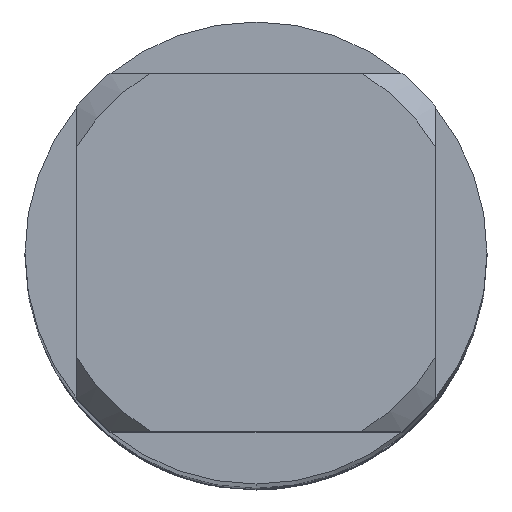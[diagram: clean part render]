
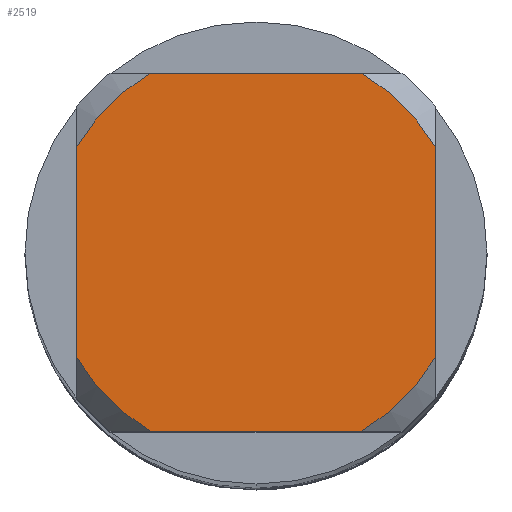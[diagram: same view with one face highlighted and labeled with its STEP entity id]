
A CAD part, top view. The second image highlights one B-rep face of the part: STEP entity #2519.
In plain terms, the highlighted planar face has unit normal (0, 0, 1).
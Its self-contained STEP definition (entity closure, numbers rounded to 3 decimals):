
#1451=EDGE_CURVE('',#3409,#3883,#4154,.T.);
#1685=EDGE_CURVE('',#2025,#3509,#4411,.T.);
#1857=VERTEX_POINT('',#4590);
#2025=VERTEX_POINT('',#4771);
#2027=VERTEX_POINT('',#4773);
#2067=VERTEX_POINT('',#4818);
#2405=EDGE_CURVE('',#2027,#3883,#5196,.T.);
#2415=EDGE_CURVE('',#1857,#2067,#5208,.T.);
#2519=ADVANCED_FACE('',(#5321),#5322,.T.);
#2669=VERTEX_POINT('',#5487);
#2733=EDGE_CURVE('',#2025,#2067,#5559,.T.);
#2897=EDGE_CURVE('',#3409,#2669,#5745,.T.);
#3409=VERTEX_POINT('',#6296);
#3509=VERTEX_POINT('',#6403);
#3517=EDGE_CURVE('',#2027,#3509,#6412,.T.);
#3883=VERTEX_POINT('',#6806);
#4031=EDGE_CURVE('',#1857,#2669,#6965,.T.);
#4154=LINE('',#7202,#7203);
#4411=CIRCLE('',#7776,3.6);
#4590=CARTESIAN_POINT('',(3.1,-1.83,0.0));
#4771=CARTESIAN_POINT('',(-1.83,-3.1,0.0));
#4773=CARTESIAN_POINT('',(-3.1,1.83,0.0));
#4818=CARTESIAN_POINT('',(1.83,-3.1,0.0));
#5196=CIRCLE('',#9978,3.6);
#5208=CIRCLE('',#9991,3.6);
#5321=FACE_OUTER_BOUND('',#10274,.T.);
#5322=PLANE('',#10275);
#5487=CARTESIAN_POINT('',(3.1,1.83,0.0));
#5559=LINE('',#10885,#10886);
#5745=CIRCLE('',#11500,3.6);
#6296=CARTESIAN_POINT('',(1.83,3.1,0.0));
#6403=CARTESIAN_POINT('',(-3.1,-1.83,0.0));
#6412=LINE('',#13311,#13312);
#6806=CARTESIAN_POINT('',(-1.83,3.1,0.0));
#6965=LINE('',#14900,#14901);
#7202=CARTESIAN_POINT('',(0.0,3.1,0.0));
#7203=VECTOR('',#15013,1.0);
#7776=AXIS2_PLACEMENT_3D('',#15285,#15286,#15287);
#9978=AXIS2_PLACEMENT_3D('',#16220,#16221,#16222);
#9991=AXIS2_PLACEMENT_3D('',#16241,#16242,#16243);
#10274=EDGE_LOOP('',(#16348,#16349,#16350,#16351,#16352,#16353,#16354,#16355));
#10275=AXIS2_PLACEMENT_3D('',#16356,#16357,#16358);
#10885=CARTESIAN_POINT('',(0.0,-3.1,0.0));
#10886=VECTOR('',#16627,1.0);
#11500=AXIS2_PLACEMENT_3D('',#16856,#16857,#16858);
#13311=CARTESIAN_POINT('',(-3.1,0.9,0.0));
#13312=VECTOR('',#17532,1.0);
#14900=CARTESIAN_POINT('',(3.1,0.9,0.0));
#14901=VECTOR('',#18107,1.0);
#15013=DIRECTION('',(-1.0,0.0,0.0));
#15285=CARTESIAN_POINT('',(0.0,0.0,0.0));
#15286=DIRECTION('',(0.0,0.0,-1.0));
#15287=DIRECTION('',(0.0,1.0,0.0));
#16220=CARTESIAN_POINT('',(0.0,0.0,0.0));
#16221=DIRECTION('',(0.0,0.0,-1.0));
#16222=DIRECTION('',(0.0,1.0,0.0));
#16241=CARTESIAN_POINT('',(0.0,0.0,0.0));
#16242=DIRECTION('',(0.0,0.0,-1.0));
#16243=DIRECTION('',(0.0,1.0,0.0));
#16348=ORIENTED_EDGE('',*,*,#3517,.T.);
#16349=ORIENTED_EDGE('',*,*,#1685,.F.);
#16350=ORIENTED_EDGE('',*,*,#2733,.T.);
#16351=ORIENTED_EDGE('',*,*,#2415,.F.);
#16352=ORIENTED_EDGE('',*,*,#4031,.T.);
#16353=ORIENTED_EDGE('',*,*,#2897,.F.);
#16354=ORIENTED_EDGE('',*,*,#1451,.T.);
#16355=ORIENTED_EDGE('',*,*,#2405,.F.);
#16356=CARTESIAN_POINT('',(0.0,1.8,0.0));
#16357=DIRECTION('',(-0.0,0.0,1.0));
#16358=DIRECTION('',(0.0,-1.0,0.0));
#16627=DIRECTION('',(1.0,0.0,0.0));
#16856=CARTESIAN_POINT('',(0.0,0.0,0.0));
#16857=DIRECTION('',(0.0,0.0,-1.0));
#16858=DIRECTION('',(0.0,1.0,0.0));
#17532=DIRECTION('',(-0.0,-1.0,0.0));
#18107=DIRECTION('',(-0.0,1.0,0.0));
